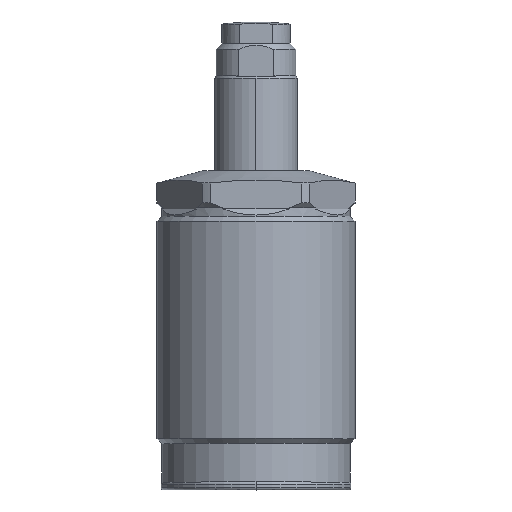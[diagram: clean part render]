
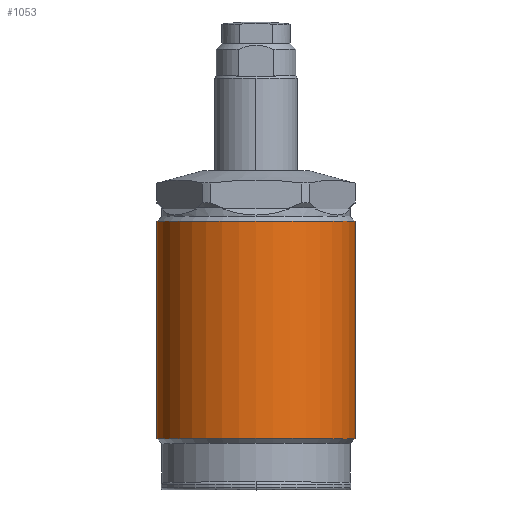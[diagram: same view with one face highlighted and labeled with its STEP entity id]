
A CAD part, top view. The second image highlights one B-rep face of the part: STEP entity #1053.
In plain terms, the highlighted cylindrical face has radius 18 mm (diameter 36 mm), a partial arc.
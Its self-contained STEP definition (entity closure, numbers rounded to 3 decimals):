
#811=CYLINDRICAL_SURFACE('',#2685,18.);
#864=LINE('',#3710,#960);
#865=LINE('',#3711,#961);
#960=VECTOR('',#3031,1.);
#961=VECTOR('',#3032,1.);
#1053=ADVANCED_FACE('',(#1200),#811,.T.);
#1200=FACE_OUTER_BOUND('',#1313,.T.);
#1313=EDGE_LOOP('',(#1487,#1488,#1489,#1490));
#1487=ORIENTED_EDGE('',*,*,#2238,.T.);
#1488=ORIENTED_EDGE('',*,*,#2239,.T.);
#1489=ORIENTED_EDGE('',*,*,#2236,.F.);
#1490=ORIENTED_EDGE('',*,*,#2240,.F.);
#2051=VERTEX_POINT('',#3702);
#2052=VERTEX_POINT('',#3704);
#2053=VERTEX_POINT('',#3708);
#2054=VERTEX_POINT('',#3709);
#2236=EDGE_CURVE('',#2051,#2052,#2511,.T.);
#2238=EDGE_CURVE('',#2053,#2054,#2512,.T.);
#2239=EDGE_CURVE('',#2054,#2052,#864,.T.);
#2240=EDGE_CURVE('',#2053,#2051,#865,.T.);
#2511=CIRCLE('',#2682,18.);
#2512=CIRCLE('',#2684,18.);
#2682=AXIS2_PLACEMENT_3D('',#3703,#3024,#3025);
#2684=AXIS2_PLACEMENT_3D('',#3707,#3029,#3030);
#2685=AXIS2_PLACEMENT_3D('',#3712,#3033,#3034);
#3024=DIRECTION('',(0.,-1.,0.));
#3025=DIRECTION('',(1.,0.,0.));
#3029=DIRECTION('',(0.,-1.,0.));
#3030=DIRECTION('',(1.,0.,0.));
#3031=DIRECTION('',(0.,-1.,0.));
#3032=DIRECTION('',(0.,-1.,0.));
#3033=DIRECTION('',(0.,-1.,0.));
#3034=DIRECTION('',(1.,0.,0.));
#3702=CARTESIAN_POINT('',(18.,-48.7,0.));
#3703=CARTESIAN_POINT('',(0.,-48.7,0.));
#3704=CARTESIAN_POINT('',(-18.,-48.7,0.));
#3707=CARTESIAN_POINT('',(0.,-9.2,0.));
#3708=CARTESIAN_POINT('',(18.,-9.2,0.));
#3709=CARTESIAN_POINT('',(-18.,-9.2,0.));
#3710=CARTESIAN_POINT('',(-18.,1.,0.));
#3711=CARTESIAN_POINT('',(18.,1.,0.));
#3712=CARTESIAN_POINT('',(0.,1.,0.));
